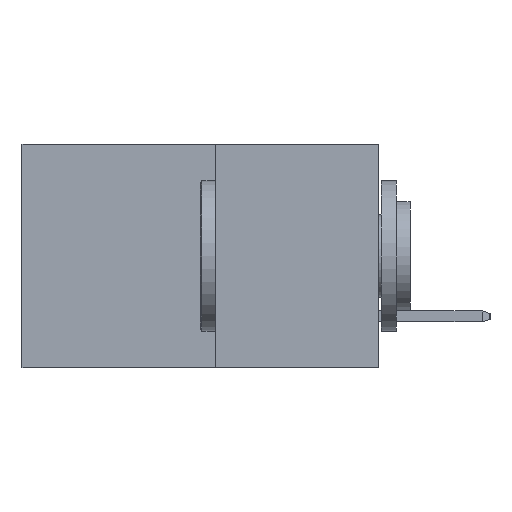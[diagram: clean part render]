
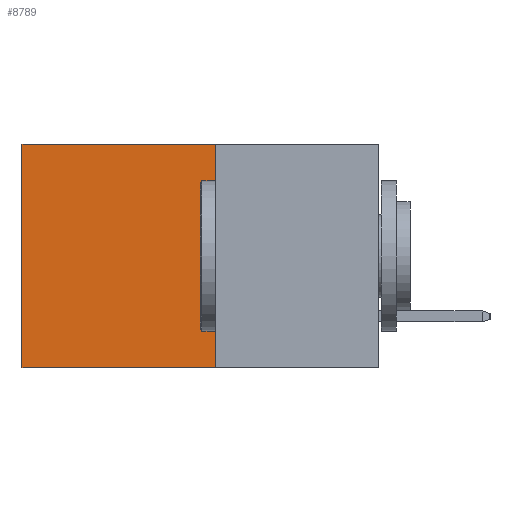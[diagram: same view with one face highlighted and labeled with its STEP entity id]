
A CAD part, left-side view. The second image highlights one B-rep face of the part: STEP entity #8789.
In plain terms, the highlighted planar face has unit normal (-1, 0, 0).
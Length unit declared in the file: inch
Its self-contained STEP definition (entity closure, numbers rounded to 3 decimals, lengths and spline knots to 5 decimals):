
#1891 = EDGE_LOOP ( 'NONE', ( #12228, #15531, #14179, #13900 ) ) ;
#2141 = CARTESIAN_POINT ( 'NONE',  ( 0.277, 0.27, -0.37 ) ) ;
#2226 = LINE ( 'NONE', #7166, #11144 ) ;
#2728 = VERTEX_POINT ( 'NONE', #8809 ) ;
#3345 = EDGE_CURVE ( 'NONE', #12251, #10077, #5545, .T. ) ;
#3755 = LINE ( 'NONE', #11666, #12638 ) ;
#3977 = DIRECTION ( 'NONE',  ( 0., 0., -1. ) ) ;
#4362 = VERTEX_POINT ( 'NONE', #15116 ) ;
#4588 = LINE ( 'NONE', #10205, #9261 ) ;
#4973 = VECTOR ( 'NONE', #6724, 39.37008 ) ;
#5545 = LINE ( 'NONE', #6667, #4973 ) ;
#6452 = CARTESIAN_POINT ( 'NONE',  ( 0.277, 0.59, -0.37 ) ) ;
#6667 = CARTESIAN_POINT ( 'NONE',  ( 0.277, 0.27, -0.37 ) ) ;
#6724 = DIRECTION ( 'NONE',  ( 0., 1., 0. ) ) ;
#7166 = CARTESIAN_POINT ( 'NONE',  ( 0.277, 0.27, -0.37 ) ) ;
#8461 = FACE_OUTER_BOUND ( 'NONE', #1891, .T. ) ;
#8789 = ADVANCED_FACE ( 'NONE', ( #8461 ), #12819, .F. ) ;
#8809 = CARTESIAN_POINT ( 'NONE',  ( 0.277, 0.59, 0. ) ) ;
#8838 = DIRECTION ( 'NONE',  ( 0., 0., -1. ) ) ;
#9261 = VECTOR ( 'NONE', #22515, 39.37008 ) ;
#10077 = VERTEX_POINT ( 'NONE', #6452 ) ;
#10205 = CARTESIAN_POINT ( 'NONE',  ( 0.277, 0.27, 0. ) ) ;
#11144 = VECTOR ( 'NONE', #8838, 39.37008 ) ;
#11666 = CARTESIAN_POINT ( 'NONE',  ( 0.277, 0.59, -0.37 ) ) ;
#12228 = ORIENTED_EDGE ( 'NONE', *, *, #13819, .T. ) ;
#12251 = VERTEX_POINT ( 'NONE', #12325 ) ;
#12325 = CARTESIAN_POINT ( 'NONE',  ( 0.277, 0.27, -0.37 ) ) ;
#12638 = VECTOR ( 'NONE', #13451, 39.37008 ) ;
#12819 = PLANE ( 'NONE',  #17127 ) ;
#13451 = DIRECTION ( 'NONE',  ( 0., 0., -1. ) ) ;
#13819 = EDGE_CURVE ( 'NONE', #2728, #10077, #3755, .T. ) ;
#13900 = ORIENTED_EDGE ( 'NONE', *, *, #16916, .T. ) ;
#14179 = ORIENTED_EDGE ( 'NONE', *, *, #16457, .F. ) ;
#14590 = DIRECTION ( 'NONE',  ( 1., 0., 0. ) ) ;
#15116 = CARTESIAN_POINT ( 'NONE',  ( 0.277, 0.27, 0. ) ) ;
#15531 = ORIENTED_EDGE ( 'NONE', *, *, #3345, .F. ) ;
#16457 = EDGE_CURVE ( 'NONE', #4362, #12251, #2226, .T. ) ;
#16916 = EDGE_CURVE ( 'NONE', #4362, #2728, #4588, .T. ) ;
#17127 = AXIS2_PLACEMENT_3D ( 'NONE', #2141, #14590, #3977 ) ;
#22515 = DIRECTION ( 'NONE',  ( 0., 1., 0. ) ) ;
